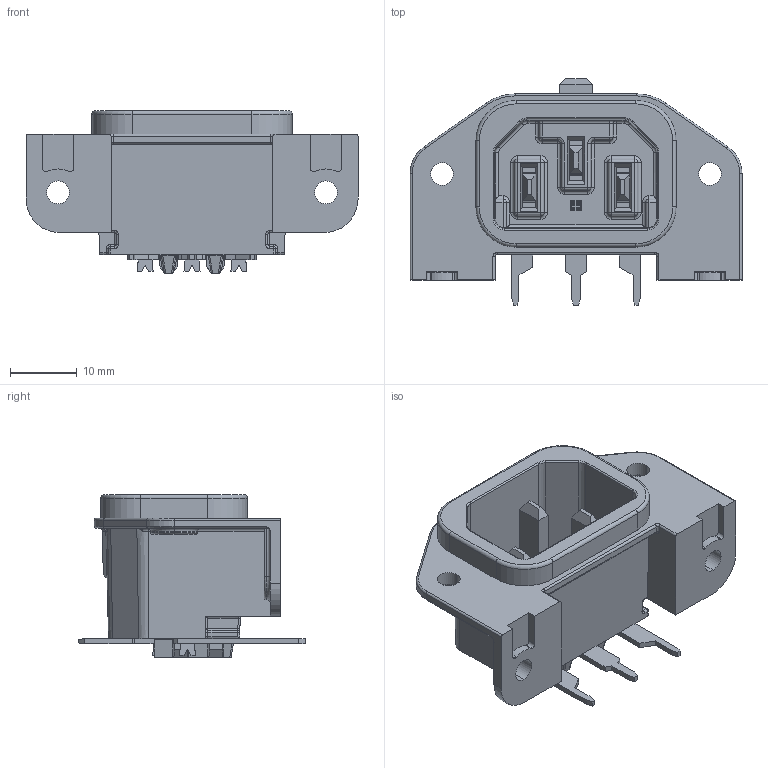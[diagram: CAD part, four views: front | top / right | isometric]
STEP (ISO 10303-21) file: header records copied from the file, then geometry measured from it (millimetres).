
FILE_DESCRIPTION (( 'STEP AP214' ), '1' );
FILE_NAME ('0100.2041_07.STEP', '2011-11-11T15:06:08', ( 'AnwenderIn' ), ( 'SCHURTER AG' ), 'SwSTEP 2.0', 'SolidWorks 2008', '' );
FILE_SCHEMA (( 'AUTOMOTIVE_DESIGN' ));
Length unit declared in the file: millimetre
Products named in the file (1): 0100.2041_07
Bounding box: 49.6 x 33.85 x 24.3 mm (x, y, z)
Volume: 6912.8 mm3; surface area: 8454.8 mm2
Topology: 1 solids, 1 shells, 797 faces, 2031 edges, 1251 vertices
Faces by surface type: plane 414, cylinder 236, torus 83, bspline 29, cone 24, sphere 11
Entity records: 24223 total; most frequent: CARTESIAN_POINT 5247, ORIENTED_EDGE 4040, DIRECTION 3890, EDGE_CURVE 2020, VECTOR 1350, LINE 1350, AXIS2_PLACEMENT_3D 1270, VERTEX_POINT 1249
